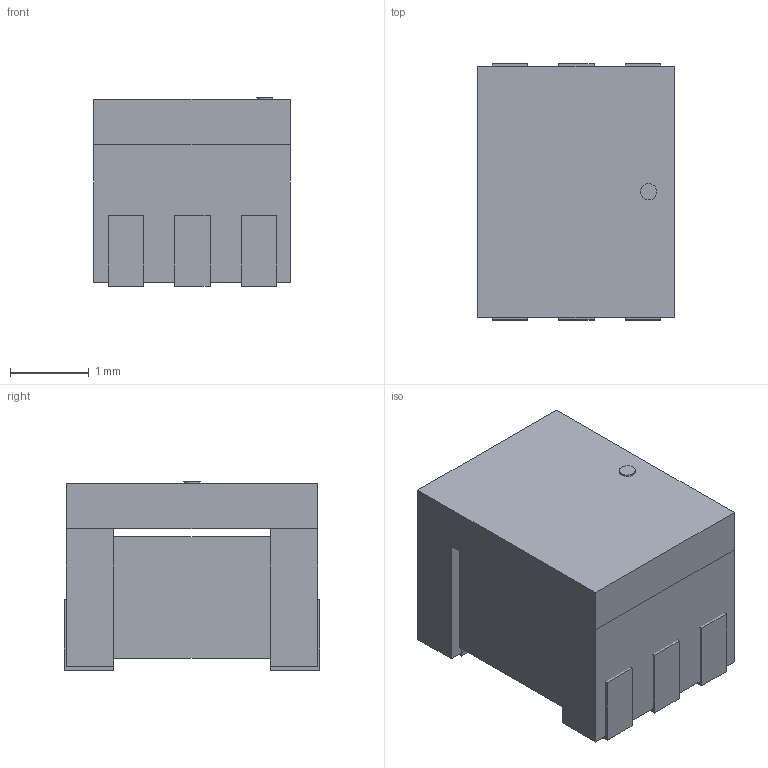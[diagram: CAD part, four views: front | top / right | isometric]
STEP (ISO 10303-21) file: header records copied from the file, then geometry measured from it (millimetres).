
FILE_DESCRIPTION(('FreeCAD Model'),'2;1');
FILE_NAME('1158185.4.2.stp','2022-03-13T01:33:58',( 'Author'),(''),'Open CASCADE STEP processor 6.9','FreeCAD','Unknown' );
FILE_SCHEMA(('AUTOMOTIVE_DESIGN { 1 0 10303 214 1 1 1 1 }'));
Length unit declared in the file: millimetre
Products named in the file (5): ASSEMBLY; solidBody; solidLead; solidCoil; solidMark
Assembly tree (4 placements, depth 2):
  ASSEMBLY
    solidBody
    solidLead
    solidCoil
    solidMark
Bounding box: 2.5 x 3.26 x 2.4 mm (x, y, z)
Volume: 18.2 mm3; surface area: 81.3 mm2
Topology: 9 solids, 9 shells, 62 faces, 124 edges, 80 vertices
Faces by surface type: plane 60, cylinder 2
Entity records: 3335 total; most frequent: CARTESIAN_POINT 519, DIRECTION 510, LINE 364, VECTOR 364, ORIENTED_EDGE 248, PCURVE 248, DEFINITIONAL_REPRESENTATION 248, EDGE_CURVE 124
